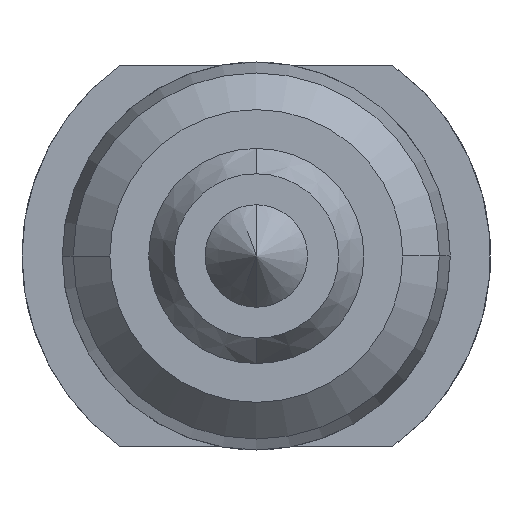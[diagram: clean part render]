
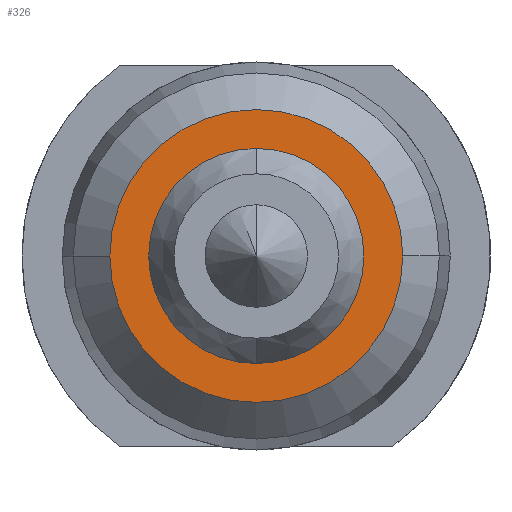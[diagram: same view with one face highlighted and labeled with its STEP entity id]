
A CAD part, front view. The second image highlights one B-rep face of the part: STEP entity #326.
In plain terms, the highlighted planar face has unit normal (0, -1, 0).
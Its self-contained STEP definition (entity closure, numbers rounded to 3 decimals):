
#203 = CARTESIAN_POINT ( 'NONE',  ( 0., 0., 0.735 ) ) ;
#263 = AXIS2_PLACEMENT_3D ( 'NONE', #386, #4643, #1595 ) ;
#326 = ADVANCED_FACE ( 'Defeature ausgef�hrt2_13', ( #3612, #3191 ), #476, .T. ) ;
#386 = CARTESIAN_POINT ( 'NONE',  ( 0., 0., 0. ) ) ;
#476 = PLANE ( 'NONE',  #2341 ) ;
#614 = AXIS2_PLACEMENT_3D ( 'NONE', #1464, #2639, #3456 ) ;
#643 = CARTESIAN_POINT ( 'NONE',  ( 0., 0., 0. ) ) ;
#748 = AXIS2_PLACEMENT_3D ( 'NONE', #1126, #5027, #772 ) ;
#772 = DIRECTION ( 'NONE',  ( 1., 0., 0. ) ) ;
#804 = CIRCLE ( 'NONE', #4080, 0.735 ) ;
#979 = EDGE_LOOP ( 'NONE', ( #3283, #2098 ) ) ;
#1010 = ORIENTED_EDGE ( 'NONE', *, *, #1122, .T. ) ;
#1023 = ORIENTED_EDGE ( 'NONE', *, *, #1150, .T. ) ;
#1122 = EDGE_CURVE ( 'Defeature ausgef�hrt2_13+Defeature ausgef�hrt2_4+Defeature ausgef�hrt2_4+Defeature ausgef�hrt2_4', #3500, #3125, #1358, .T. ) ;
#1126 = CARTESIAN_POINT ( 'NONE',  ( 0., 0., 0. ) ) ;
#1150 = EDGE_CURVE ( 'Defeature ausgef�hrt2_13+Defeature ausgef�hrt2_4+Defeature ausgef�hrt2_4+Defeature ausgef�hrt2_4', #3125, #3500, #1291, .T. ) ;
#1166 = VERTEX_POINT ( 'NONE', #1998 ) ;
#1291 = CIRCLE ( 'NONE', #263, 1. ) ;
#1358 = CIRCLE ( 'NONE', #614, 1. ) ;
#1398 = DIRECTION ( 'NONE',  ( 1., 0., 0. ) ) ;
#1464 = CARTESIAN_POINT ( 'NONE',  ( 0., 0., 0. ) ) ;
#1595 = DIRECTION ( 'NONE',  ( -1., 0., 0. ) ) ;
#1786 = DIRECTION ( 'NONE',  ( 0., 1., 0. ) ) ;
#1972 = CARTESIAN_POINT ( 'NONE',  ( 1., 0., 0. ) ) ;
#1998 = CARTESIAN_POINT ( 'NONE',  ( 0., 0., -0.735 ) ) ;
#2098 = ORIENTED_EDGE ( 'NONE', *, *, #3979, .T. ) ;
#2107 = EDGE_LOOP ( 'NONE', ( #1010, #1023 ) ) ;
#2341 = AXIS2_PLACEMENT_3D ( 'NONE', #2522, #3985, #3275 ) ;
#2522 = CARTESIAN_POINT ( 'NONE',  ( 0., 0., 0. ) ) ;
#2639 = DIRECTION ( 'NONE',  ( 0., -1., 0. ) ) ;
#2754 = CIRCLE ( 'NONE', #748, 0.735 ) ;
#2915 = EDGE_CURVE ( 'Defeature ausgef�hrt2_13+Defeature ausgef�hrt2_45+Defeature ausgef�hrt2_45+Defeature ausgef�hrt2_45', #4346, #1166, #804, .T. ) ;
#3125 = VERTEX_POINT ( 'NONE', #3986 ) ;
#3191 = FACE_OUTER_BOUND ( 'NONE', #2107, .T. ) ;
#3275 = DIRECTION ( 'NONE',  ( -1., 0., 0. ) ) ;
#3283 = ORIENTED_EDGE ( 'NONE', *, *, #2915, .T. ) ;
#3456 = DIRECTION ( 'NONE',  ( -1., 0., 0. ) ) ;
#3500 = VERTEX_POINT ( 'NONE', #1972 ) ;
#3612 = FACE_BOUND ( 'NONE', #979, .T. ) ;
#3979 = EDGE_CURVE ( 'Defeature ausgef�hrt2_13+Defeature ausgef�hrt2_45+Defeature ausgef�hrt2_45+Defeature ausgef�hrt2_45', #1166, #4346, #2754, .T. ) ;
#3985 = DIRECTION ( 'NONE',  ( 0., -1., 0. ) ) ;
#3986 = CARTESIAN_POINT ( 'NONE',  ( -1., 0., 0. ) ) ;
#4080 = AXIS2_PLACEMENT_3D ( 'NONE', #643, #1786, #1398 ) ;
#4346 = VERTEX_POINT ( 'NONE', #203 ) ;
#4643 = DIRECTION ( 'NONE',  ( 0., -1., 0. ) ) ;
#5027 = DIRECTION ( 'NONE',  ( 0., 1., 0. ) ) ;
